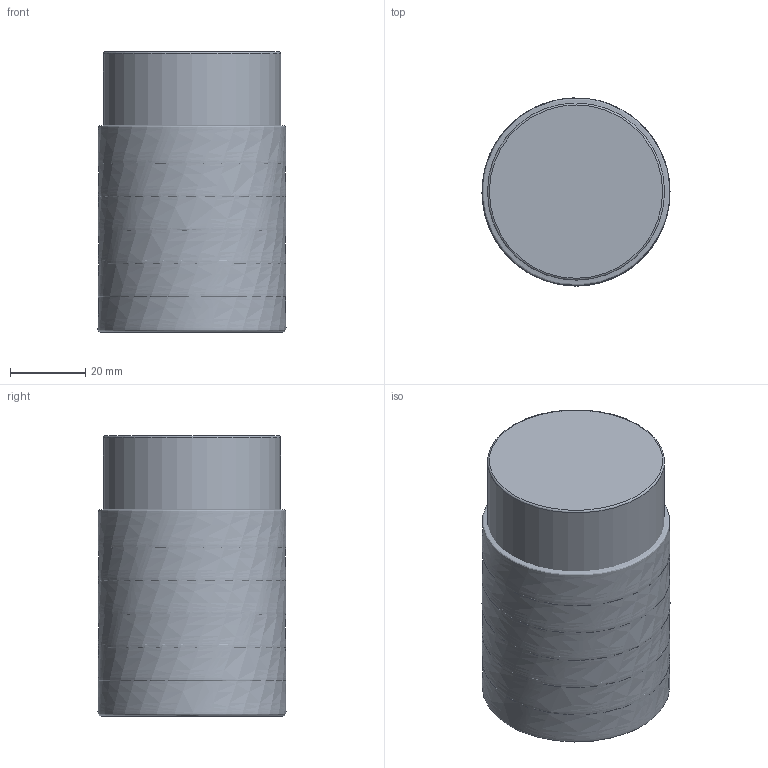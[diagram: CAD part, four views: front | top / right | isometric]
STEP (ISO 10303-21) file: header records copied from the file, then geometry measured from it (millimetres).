
FILE_DESCRIPTION(/* description */ (''),/* implementation_level */ '2;1');
FILE_NAME(/* name */ '1583809232930.stp',/* time_stamp */ '2020-03-10T08:30:49+05:00',/* author */ (''),/* organization */ ('SMS'),/* preprocessor_version */ 'ST-DEVELOPER v16.7',/* originating_system */ 'SIEMENS PLM Software NX 12.0',/* authorisation */ '');
FILE_SCHEMA (('AUTOMOTIVE_DESIGN { 1 0 10303 214 3 1 1 1 }'));
Length unit declared in the file: millimetre
Products named in the file (4): ASSEMBLY_CONSTRUCTION; 202220500mod000_00; 202893564mod000_00; 202893563mod000_00
Assembly tree (8 placements, depth 2):
  202893563mod000_00
    202893564mod000_00
    202220500mod000_00  x6
    ASSEMBLY_CONSTRUCTION
Bounding box: 49.94 x 49.93 x 74.41 mm (x, y, z)
Volume: 186964.4 mm3; surface area: 42214.5 mm2
Topology: 7 solids, 7 shells, 27 faces, 60 edges, 71 vertices
Faces by surface type: cone 14, bspline 6, plane 3, torus 3, cylinder 1
Full cylindrical faces by diameter (mm): 47.031 x1
Entity records: 33372 total; most frequent: CARTESIAN_POINT 32528, DIRECTION 148, AXIS2_PLACEMENT_3D 74, STYLED_ITEM 57, PRESENTATION_STYLE_ASSIGNMENT 57, FACE_BOUND 44, EDGE_LOOP 40, ORIENTED_EDGE 40
